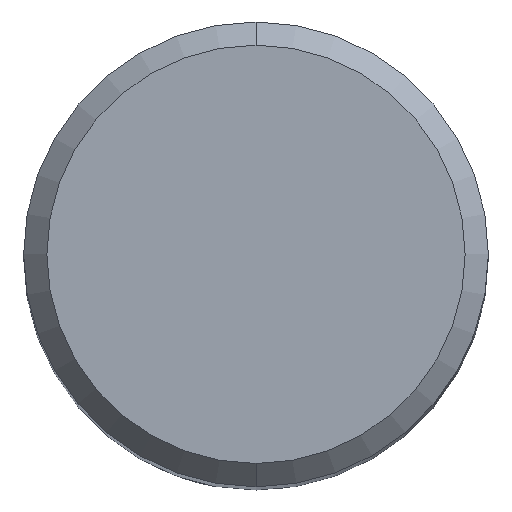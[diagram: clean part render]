
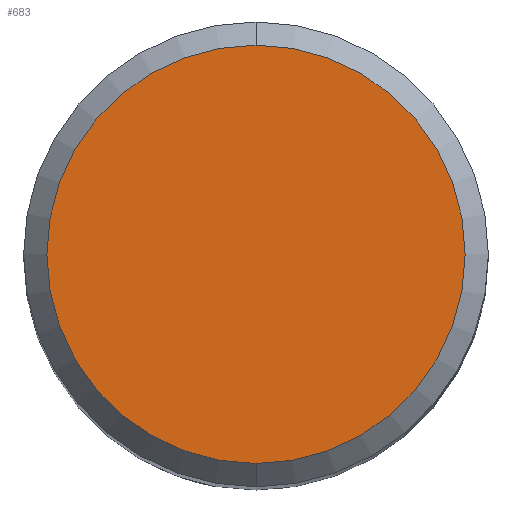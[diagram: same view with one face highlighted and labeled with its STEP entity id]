
A CAD part, top view. The second image highlights one B-rep face of the part: STEP entity #683.
In plain terms, the highlighted planar face has unit normal (0, 0, 1).
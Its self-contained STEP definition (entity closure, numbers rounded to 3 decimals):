
#377=VERTEX_POINT('',#993);
#435=EDGE_CURVE('',#377,#847,#1055,.T.);
#663=EDGE_CURVE('',#847,#377,#1303,.T.);
#683=ADVANCED_FACE('',(#1325),#1326,.T.);
#847=VERTEX_POINT('',#1505);
#993=CARTESIAN_POINT('',(0.,-4.5,0.0));
#1055=CIRCLE('',#2049,4.5);
#1303=CIRCLE('',#4016,4.5);
#1325=FACE_OUTER_BOUND('',#4921,.T.);
#1326=PLANE('',#4922);
#1505=CARTESIAN_POINT('',(0.0,4.5,0.0));
#2049=AXIS2_PLACEMENT_3D('',#7707,#7708,#7709);
#4016=AXIS2_PLACEMENT_3D('',#7977,#7978,#7979);
#4921=EDGE_LOOP('',(#8005,#8006));
#4922=AXIS2_PLACEMENT_3D('',#8007,#8008,#8009);
#7707=CARTESIAN_POINT('',(0.0,0.0,0.0));
#7708=DIRECTION('',(0.0,0.0,-1.0));
#7709=DIRECTION('',(0.0,1.0,0.0));
#7977=CARTESIAN_POINT('',(0.0,0.0,0.0));
#7978=DIRECTION('',(0.0,0.0,-1.0));
#7979=DIRECTION('',(0.0,1.0,0.0));
#8005=ORIENTED_EDGE('',*,*,#663,.F.);
#8006=ORIENTED_EDGE('',*,*,#435,.F.);
#8007=CARTESIAN_POINT('',(0.0,2.25,0.0));
#8008=DIRECTION('',(-0.0,0.0,1.0));
#8009=DIRECTION('',(0.0,-1.0,0.0));
